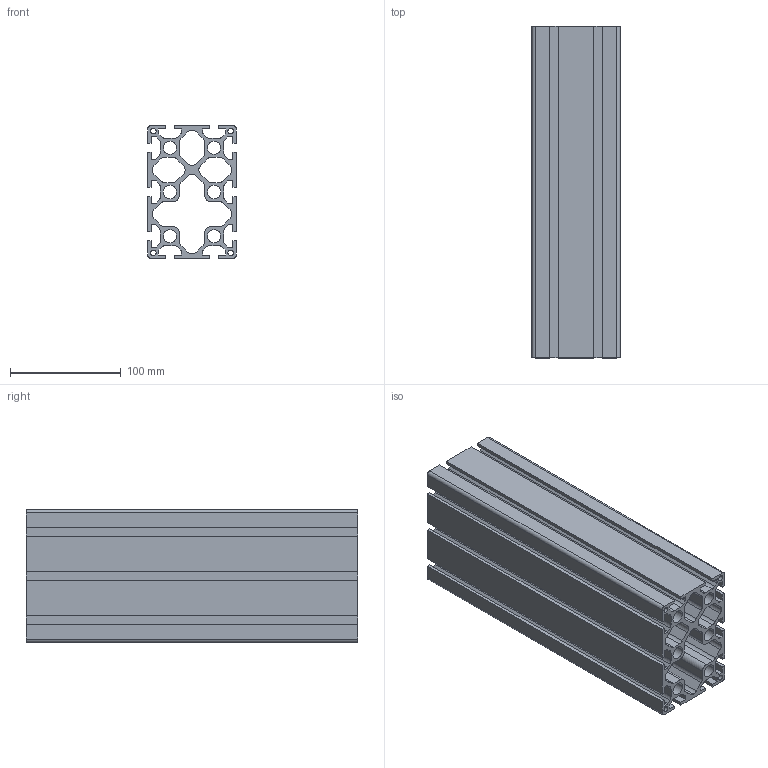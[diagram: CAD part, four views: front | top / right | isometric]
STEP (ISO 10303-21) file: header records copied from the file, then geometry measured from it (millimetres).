
FILE_DESCRIPTION (( 'STEP AP214' ), '1' );
FILE_NAME ('1727979970566.step', '2024-10-03T18:26:13', ( 'Windows User' ), ( '' ), 'SwSTEP 2.0', 'SolidWorks 2011', '' );
FILE_SCHEMA (( 'AUTOMOTIVE_DESIGN' ));
Length unit declared in the file: millimetre
Products named in the file (2): 1.11.080120.104SPx300.00(1); 1727979970566
Assembly tree (1 placements, depth 2):
  1727979970566
    1.11.080120.104SPx300.00(1)
Bounding box: 80 x 300 x 120 mm (x, y, z)
Volume: 894637.4 mm3; surface area: 484439.8 mm2
Topology: 1 solids, 1 shells, 253 faces, 753 edges, 502 vertices
Faces by surface type: plane 140, cylinder 113
Entity records: 8655 total; most frequent: CARTESIAN_POINT 1512, ORIENTED_EDGE 1506, DIRECTION 1493, EDGE_CURVE 753, LINE 527, VECTOR 527, VERTEX_POINT 502, AXIS2_PLACEMENT_3D 483
